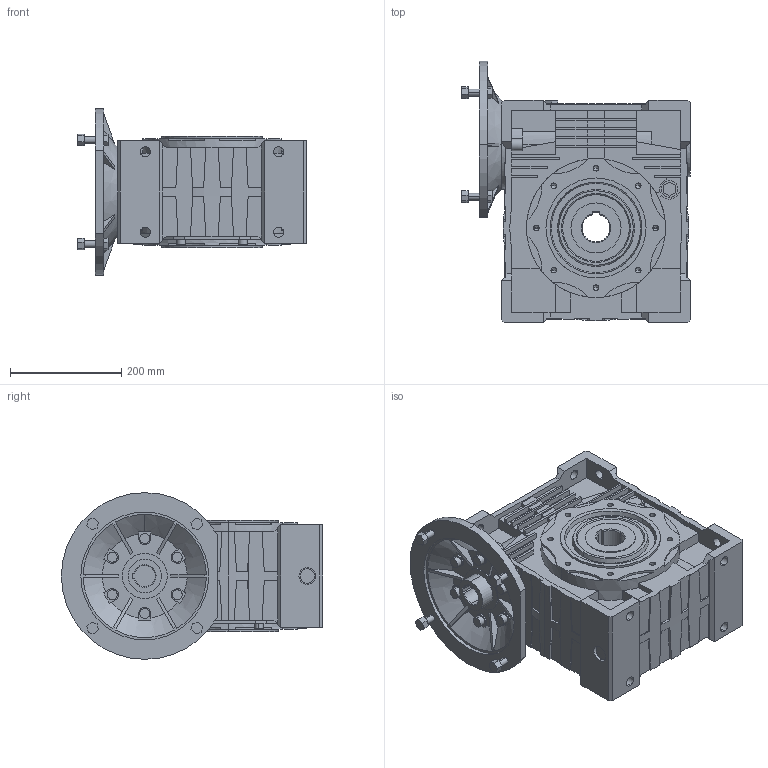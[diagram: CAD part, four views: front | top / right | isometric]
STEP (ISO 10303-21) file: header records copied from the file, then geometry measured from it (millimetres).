
FILE_DESCRIPTION (( 'STEP AP214' ), '1' );
FILE_NAME ('PMRV150_132_B5.STEP', '2018-05-30T06:31:47', ( 'admin' ), ( '' ), 'SwSTEP 2.0', 'SolidWorks 2018', '' );
FILE_SCHEMA (( 'AUTOMOTIVE_DESIGN' ));
Length unit declared in the file: millimetre
Products named in the file (1): PMRV150_132_B5
Bounding box: 412 x 470 x 300 mm (x, y, z)
Volume: 21791875.1 mm3; surface area: 1138317.2 mm2
Topology: 4 solids, 4 shells, 921 faces, 2510 edges, 1631 vertices
Faces by surface type: plane 602, cylinder 251, cone 61, torus 7
Entity records: 29131 total; most frequent: CARTESIAN_POINT 5505, ORIENTED_EDGE 4956, DIRECTION 4874, EDGE_CURVE 2478, VECTOR 1734, LINE 1734, VERTEX_POINT 1631, AXIS2_PLACEMENT_3D 1570
